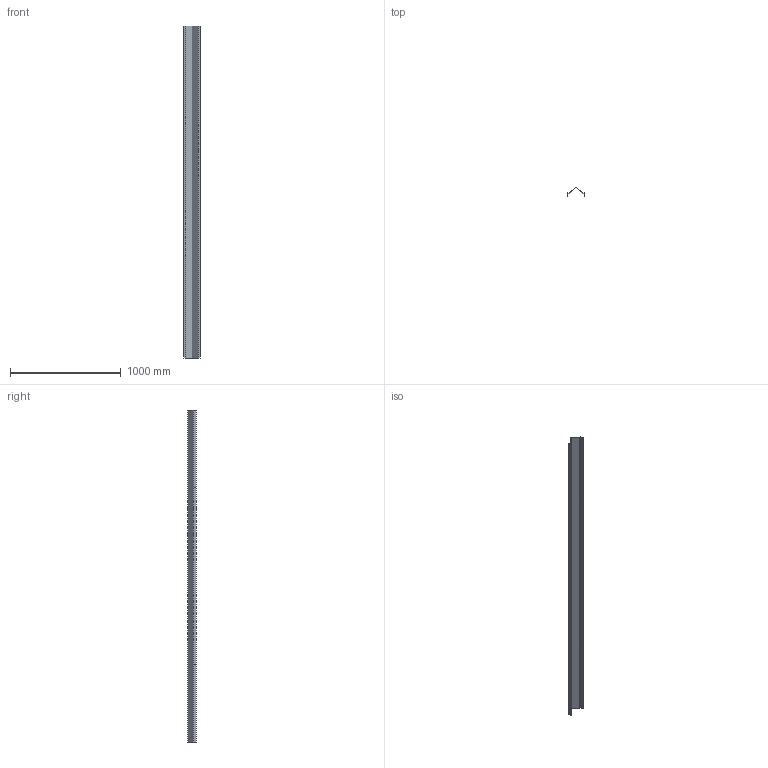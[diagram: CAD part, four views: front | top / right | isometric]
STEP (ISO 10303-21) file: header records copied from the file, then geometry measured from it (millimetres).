
FILE_DESCRIPTION (( 'STEP AP203' ), '1' );
FILE_NAME ('10-02-1586.STEP', '2013-05-06T07:17:42', ( 'asennus' ), ( '' ), 'SwSTEP 2.0', 'SolidWorks 2013', '' );
FILE_SCHEMA (( 'CONFIG_CONTROL_DESIGN' ));
Length unit declared in the file: millimetre
Products named in the file (1): 10-02-1586
Bounding box: 153 x 79.94 x 3000 mm (x, y, z)
Volume: 743228.2 mm3; surface area: 1493035 mm2
Topology: 1 solids, 1 shells, 62 faces, 140 edges, 80 vertices
Faces by surface type: plane 44, cylinder 18
Entity records: 1773 total; most frequent: DIRECTION 302, CARTESIAN_POINT 283, ORIENTED_EDGE 280, EDGE_CURVE 140, VECTOR 104, LINE 104, AXIS2_PLACEMENT_3D 99, VERTEX_POINT 80
